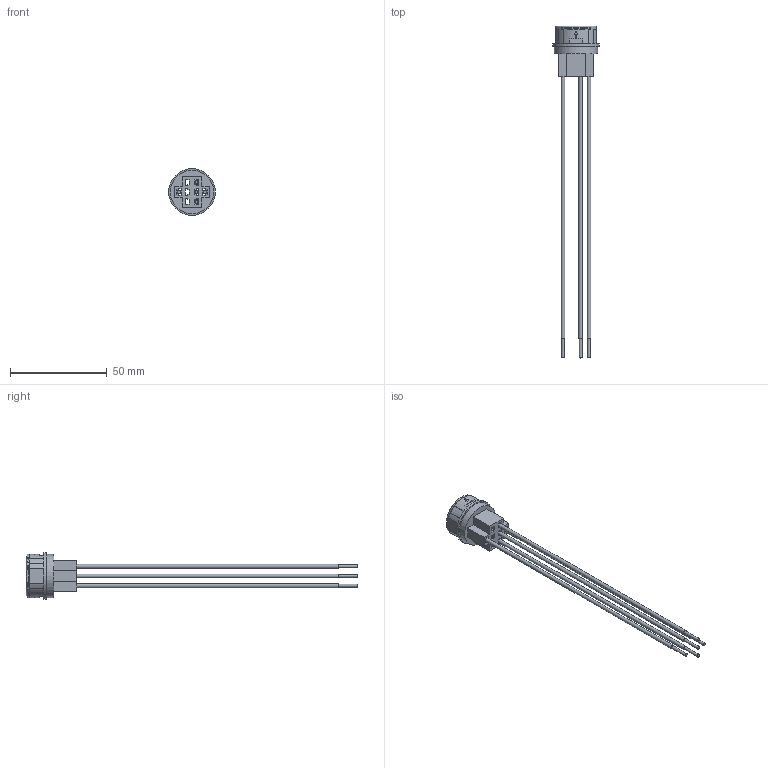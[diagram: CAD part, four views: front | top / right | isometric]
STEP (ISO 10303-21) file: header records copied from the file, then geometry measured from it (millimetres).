
FILE_DESCRIPTION(('STEP AP203'), '1');
FILE_NAME('MT67-PIN5', '2024-09-12T13:18:02', (''), (''), 'C3D Converter', 'C3D Toolkit', '');
FILE_SCHEMA(('CONFIG_CONTROL_DESIGN'));
Length unit declared in the file: millimetre
Bounding box: 24 x 171.2 x 24 mm (x, y, z)
Volume: 7476 mm3; surface area: 9330.3 mm2
Topology: 6 solids, 6 shells, 185 faces, 492 edges, 328 vertices
Faces by surface type: plane 145, cylinder 35, cone 5
Full cylindrical faces by diameter (mm): 1.5 x5, 2 x5, 20 x1, 22.5 x1, 24 x1
Entity records: 7531 total; most frequent: CARTESIAN_POINT 1355, ORIENTED_EDGE 956, DIRECTION 906, EDGE_CURVE 478, LINE 380, VECTOR 380, VERTEX_POINT 328, AXIS2_PLACEMENT_3D 263
